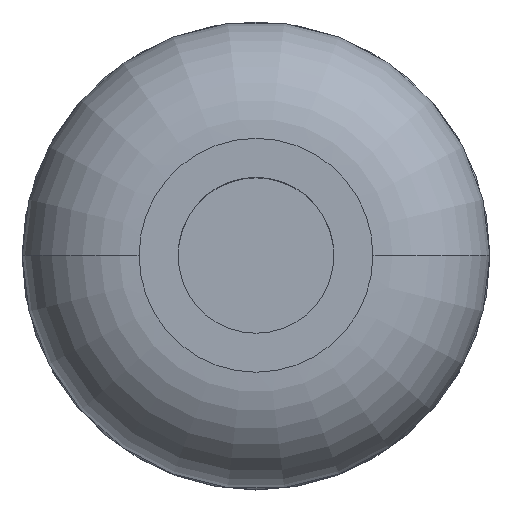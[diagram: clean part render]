
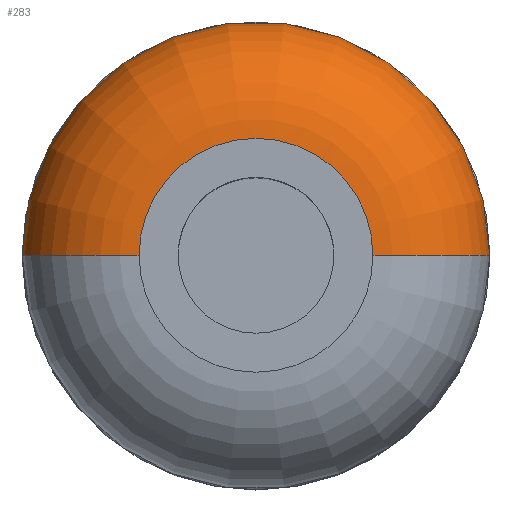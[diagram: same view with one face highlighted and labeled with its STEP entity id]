
A CAD part, top view. The second image highlights one B-rep face of the part: STEP entity #283.
In plain terms, the highlighted toroidal (fillet/blend) face has major radius 3 mm and minor radius 3 mm.
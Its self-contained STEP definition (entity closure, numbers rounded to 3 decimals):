
#11 = FACE_OUTER_BOUND ( 'NONE', #307, .T. ) ;
#16 = CARTESIAN_POINT ( 'NONE',  ( -3., 0., 9. ) ) ;
#27 = AXIS2_PLACEMENT_3D ( 'NONE', #93, #296, #101 ) ;
#30 = CARTESIAN_POINT ( 'NONE',  ( 4.713, 0., 6.537 ) ) ;
#48 = DIRECTION ( 'NONE',  ( -1., 0., 0. ) ) ;
#70 = VERTEX_POINT ( 'NONE', #144 ) ;
#90 = DIRECTION ( 'NONE',  ( 0., 0., -1. ) ) ;
#93 = CARTESIAN_POINT ( 'NONE',  ( 0., 0., 9. ) ) ;
#101 = DIRECTION ( 'NONE',  ( 1., 0., 0. ) ) ;
#131 = DIRECTION ( 'NONE',  ( 1., 0., 0. ) ) ;
#133 = CARTESIAN_POINT ( 'NONE',  ( 0., 0., 12. ) ) ;
#138 = DIRECTION ( 'NONE',  ( 0., 0., 1. ) ) ;
#139 = ORIENTED_EDGE ( 'NONE', *, *, #295, .F. ) ;
#143 = AXIS2_PLACEMENT_3D ( 'NONE', #16, #329, #48 ) ;
#144 = CARTESIAN_POINT ( 'NONE',  ( 3., 0., 12. ) ) ;
#214 = CARTESIAN_POINT ( 'NONE',  ( 0., 0., 6.537 ) ) ;
#215 = VERTEX_POINT ( 'NONE', #431 ) ;
#254 = VERTEX_POINT ( 'NONE', #394 ) ;
#273 = AXIS2_PLACEMENT_3D ( 'NONE', #413, #404, #90 ) ;
#274 = CIRCLE ( 'NONE', #302, 3. ) ;
#277 = ORIENTED_EDGE ( 'NONE', *, *, #316, .F. ) ;
#283 = ADVANCED_FACE ( 'NONE', ( #11 ), #482, .T. ) ;
#295 = EDGE_CURVE ( 'NONE', #70, #215, #274, .T. ) ;
#296 = DIRECTION ( 'NONE',  ( 0., 0., 1. ) ) ;
#298 = DIRECTION ( 'NONE',  ( 1., 0., 0. ) ) ;
#302 = AXIS2_PLACEMENT_3D ( 'NONE', #133, #436, #131 ) ;
#307 = EDGE_LOOP ( 'NONE', ( #372, #351, #139, #277 ) ) ;
#314 = CIRCLE ( 'NONE', #273, 3. ) ;
#316 = EDGE_CURVE ( 'NONE', #467, #70, #314, .T. ) ;
#329 = DIRECTION ( 'NONE',  ( 0., 1., 0. ) ) ;
#332 = CIRCLE ( 'NONE', #340, 4.713 ) ;
#338 = EDGE_CURVE ( 'NONE', #254, #215, #339, .T. ) ;
#339 = CIRCLE ( 'NONE', #143, 3. ) ;
#340 = AXIS2_PLACEMENT_3D ( 'NONE', #214, #138, #298 ) ;
#351 = ORIENTED_EDGE ( 'NONE', *, *, #338, .T. ) ;
#372 = ORIENTED_EDGE ( 'NONE', *, *, #398, .T. ) ;
#394 = CARTESIAN_POINT ( 'NONE',  ( -4.713, 0., 6.537 ) ) ;
#398 = EDGE_CURVE ( 'NONE', #467, #254, #332, .T. ) ;
#404 = DIRECTION ( 'NONE',  ( 0., -1., 0. ) ) ;
#413 = CARTESIAN_POINT ( 'NONE',  ( 3., 0., 9. ) ) ;
#431 = CARTESIAN_POINT ( 'NONE',  ( -3., 0., 12. ) ) ;
#436 = DIRECTION ( 'NONE',  ( 0., 0., 1. ) ) ;
#467 = VERTEX_POINT ( 'NONE', #30 ) ;
#482 = TOROIDAL_SURFACE ( 'NONE', #27, 3., 3. ) ;
